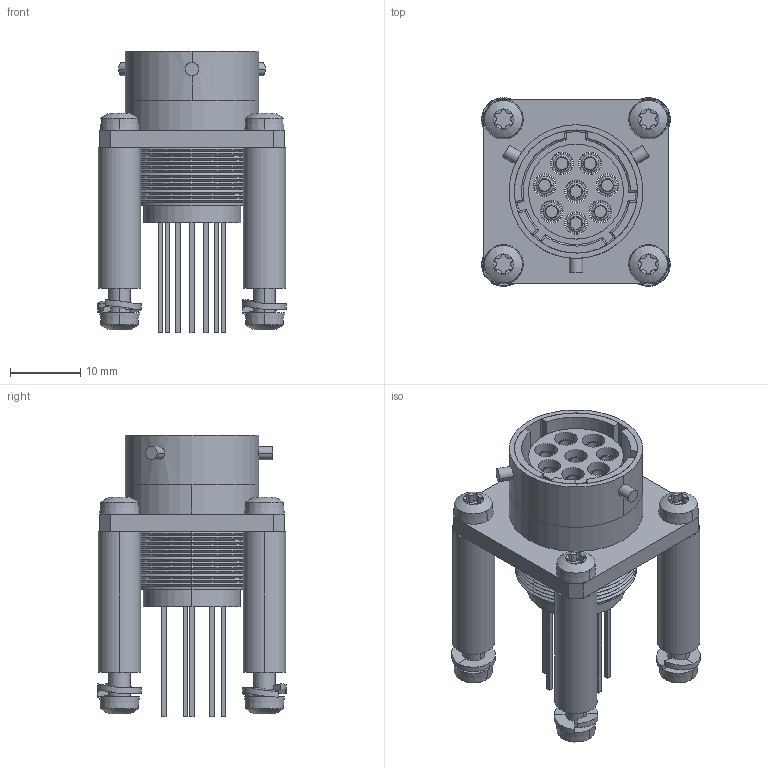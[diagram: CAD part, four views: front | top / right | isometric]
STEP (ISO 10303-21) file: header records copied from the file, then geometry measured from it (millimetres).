
FILE_DESCRIPTION((''),'2;1');
FILE_NAME('EDA-02400-V1-0.stp','2011-09-20T12:03:04',(''),(''),'Mechanical Desktop 2011','Mechanical Desktop 2011',', , ');
FILE_SCHEMA(('AUTOMOTIVE_DESIGN { 1 2 10303 214 1 1 1 1 }'));
Length unit declared in the file: millimetre
Products named in the file (2): Product; 1
Bounding box: 26.8 x 26.8 x 40 mm (x, y, z)
Volume: 8568.3 mm3; surface area: 13851.3 mm2
Topology: 30 solids, 30 shells, 674 faces, 1594 edges, 1025 vertices
Faces by surface type: cylinder 321, plane 209, cone 100, torus 26, bspline 10, sphere 8
Entity records: 19455 total; most frequent: CARTESIAN_POINT 4854, DIRECTION 3185, ORIENTED_EDGE 2864, EDGE_CURVE 1432, AXIS2_PLACEMENT_3D 1298, VERTEX_POINT 917, EDGE_LOOP 743, CIRCLE 673
